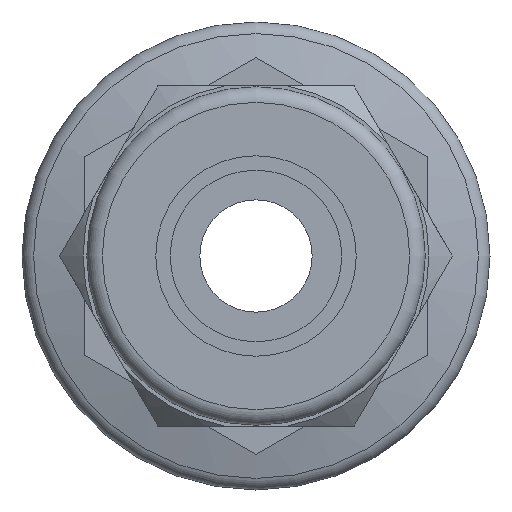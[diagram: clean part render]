
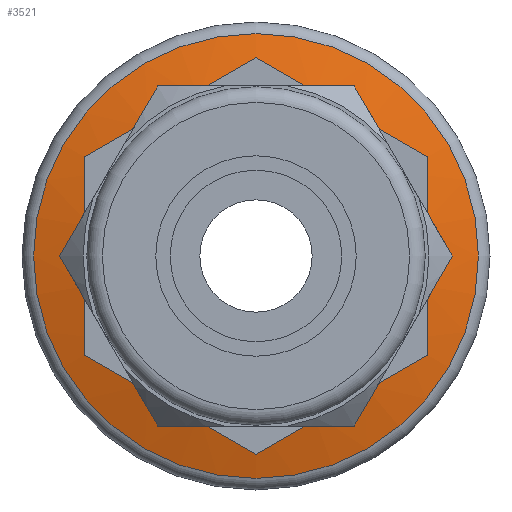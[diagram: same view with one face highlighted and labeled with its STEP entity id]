
A CAD part, left-side view. The second image highlights one B-rep face of the part: STEP entity #3521.
In plain terms, the highlighted conical face has half-angle 75 degrees and reference radius 7.163 mm.
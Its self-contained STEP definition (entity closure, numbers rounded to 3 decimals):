
#12 = FACE_BOUND ( 'NONE', #7531, .T. ) ;
#1829 = CARTESIAN_POINT ( 'NONE',  ( -6.3, 0., 0. ) ) ;
#2231 = CARTESIAN_POINT ( 'NONE',  ( -4.399, 0., 0. ) ) ;
#2538 = CIRCLE ( 'NONE', #4284, 14.259 ) ;
#2773 = VERTEX_POINT ( 'NONE', #5703 ) ;
#2816 = CARTESIAN_POINT ( 'NONE',  ( -4.399, 0., 14.259 ) ) ;
#2880 = DIRECTION ( 'NONE',  ( -1., 0., 0. ) ) ;
#3221 = ORIENTED_EDGE ( 'NONE', *, *, #4062, .T. ) ;
#3457 = CIRCLE ( 'NONE', #5075, 7.163 ) ;
#3521 = ADVANCED_FACE ( 'NONE', ( #7782, #12 ), #4116, .T. ) ;
#3766 = DIRECTION ( 'NONE',  ( 0., 0., 1. ) ) ;
#3910 = ORIENTED_EDGE ( 'NONE', *, *, #3964, .F. ) ;
#3964 = EDGE_CURVE ( 'NONE', #2773, #2773, #3457, .T. ) ;
#4033 = VERTEX_POINT ( 'NONE', #2816 ) ;
#4062 = EDGE_CURVE ( 'NONE', #4033, #4033, #2538, .T. ) ;
#4116 = CONICAL_SURFACE ( 'NONE', #7215, 7.163, 1.309 ) ;
#4284 = AXIS2_PLACEMENT_3D ( 'NONE', #2231, #7345, #3766 ) ;
#4714 = DIRECTION ( 'NONE',  ( 0., 0., -1. ) ) ;
#5075 = AXIS2_PLACEMENT_3D ( 'NONE', #5912, #2880, #5173 ) ;
#5173 = DIRECTION ( 'NONE',  ( 0., 0., 1. ) ) ;
#5703 = CARTESIAN_POINT ( 'NONE',  ( -6.3, 0., 7.163 ) ) ;
#5912 = CARTESIAN_POINT ( 'NONE',  ( -6.3, 0., 0. ) ) ;
#7215 = AXIS2_PLACEMENT_3D ( 'NONE', #1829, #7656, #4714 ) ;
#7345 = DIRECTION ( 'NONE',  ( -1., 0., 0. ) ) ;
#7531 = EDGE_LOOP ( 'NONE', ( #3910 ) ) ;
#7656 = DIRECTION ( 'NONE',  ( 1., 0., 0. ) ) ;
#7782 = FACE_OUTER_BOUND ( 'NONE', #7901, .T. ) ;
#7901 = EDGE_LOOP ( 'NONE', ( #3221 ) ) ;
